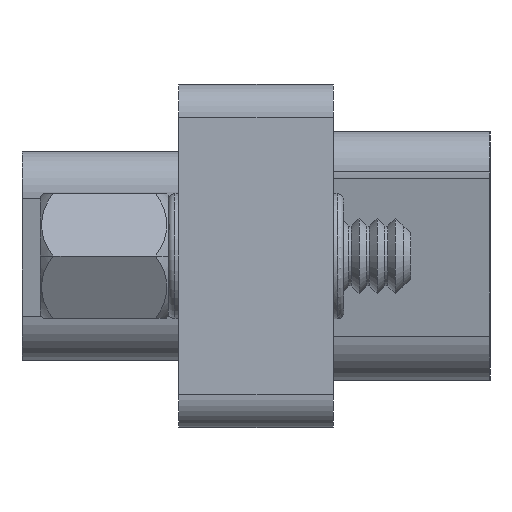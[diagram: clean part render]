
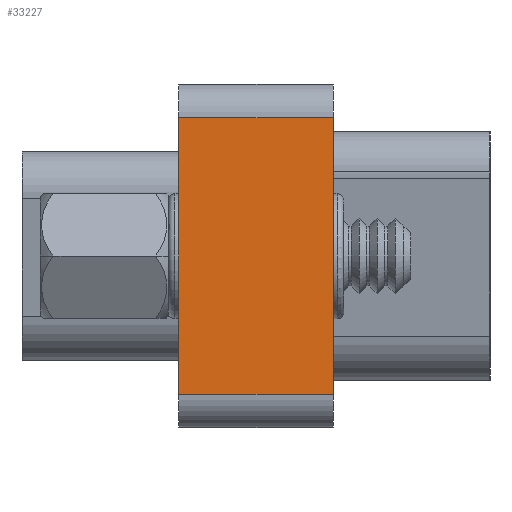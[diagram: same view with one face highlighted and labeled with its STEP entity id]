
A CAD part, left-side view. The second image highlights one B-rep face of the part: STEP entity #33227.
In plain terms, the highlighted planar face has unit normal (-1, 0, 0).
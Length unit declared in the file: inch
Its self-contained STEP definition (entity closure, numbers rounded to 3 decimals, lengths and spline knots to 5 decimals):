
#1798 = DIRECTION ( 'NONE',  ( 0., 0., 1. ) ) ;
#1799 = VECTOR ( 'NONE', #1798, 39.37008 ) ;
#1800 = CARTESIAN_POINT ( 'NONE',  ( -1.38, 0.115, 0.255 ) ) ;
#1801 = LINE ( 'NONE', #1800, #1799 ) ;
#1851 = CARTESIAN_POINT ( 'NONE',  ( -1.38, 0.115, 0.205 ) ) ;
#16193 = CARTESIAN_POINT ( 'NONE',  ( -1.38, -0.115, -0.205 ) ) ;
#16222 = CARTESIAN_POINT ( 'NONE',  ( -1.38, -0.115, 0.205 ) ) ;
#16224 = DIRECTION ( 'NONE',  ( 0., 0., -1. ) ) ;
#16226 = DIRECTION ( 'NONE',  ( 1., 0., 0. ) ) ;
#16227 = CARTESIAN_POINT ( 'NONE',  ( -1.38, 0.115, 0.255 ) ) ;
#16229 = AXIS2_PLACEMENT_3D ( 'NONE', #16227, #16226, #16224 ) ;
#16231 = PLANE ( 'NONE',  #16229 ) ;
#16235 = FACE_OUTER_BOUND ( 'NONE', #33228, .T. ) ;
#16237 = DIRECTION ( 'NONE',  ( 0., 0., 1. ) ) ;
#16261 = VECTOR ( 'NONE', #16237, 39.37008 ) ;
#16262 = CARTESIAN_POINT ( 'NONE',  ( -1.38, -0.115, 0.255 ) ) ;
#16264 = LINE ( 'NONE', #16262, #16261 ) ;
#16697 = DIRECTION ( 'NONE',  ( 0., -1., 0. ) ) ;
#16699 = VECTOR ( 'NONE', #16697, 39.37008 ) ;
#16701 = CARTESIAN_POINT ( 'NONE',  ( -1.38, 0.115, -0.205 ) ) ;
#16703 = LINE ( 'NONE', #16701, #16699 ) ;
#16709 = DIRECTION ( 'NONE',  ( 0., 1., 0. ) ) ;
#16710 = VECTOR ( 'NONE', #16709, 39.37008 ) ;
#16712 = CARTESIAN_POINT ( 'NONE',  ( -1.38, 0.115, 0.205 ) ) ;
#16714 = LINE ( 'NONE', #16712, #16710 ) ;
#17063 = CARTESIAN_POINT ( 'NONE',  ( -1.38, 0.115, -0.205 ) ) ;
#29786 = EDGE_CURVE ( 'NONE', #37524, #29791, #1801, .T. ) ;
#29791 = VERTEX_POINT ( 'NONE', #1851 ) ;
#33223 = ORIENTED_EDGE ( 'NONE', *, *, #33224, .T. ) ;
#33224 = EDGE_CURVE ( 'NONE', #33296, #33229, #16264, .T. ) ;
#33227 = ADVANCED_FACE ( 'NONE', ( #16235 ), #16231, .F. ) ;
#33228 = EDGE_LOOP ( 'NONE', ( #33223, #33304, #33301, #33302 ) ) ;
#33229 = VERTEX_POINT ( 'NONE', #16222 ) ;
#33296 = VERTEX_POINT ( 'NONE', #16193 ) ;
#33300 = EDGE_CURVE ( 'NONE', #33229, #29791, #16714, .T. ) ;
#33301 = ORIENTED_EDGE ( 'NONE', *, *, #29786, .F. ) ;
#33302 = ORIENTED_EDGE ( 'NONE', *, *, #33303, .T. ) ;
#33303 = EDGE_CURVE ( 'NONE', #37524, #33296, #16703, .T. ) ;
#33304 = ORIENTED_EDGE ( 'NONE', *, *, #33300, .T. ) ;
#37524 = VERTEX_POINT ( 'NONE', #17063 ) ;
